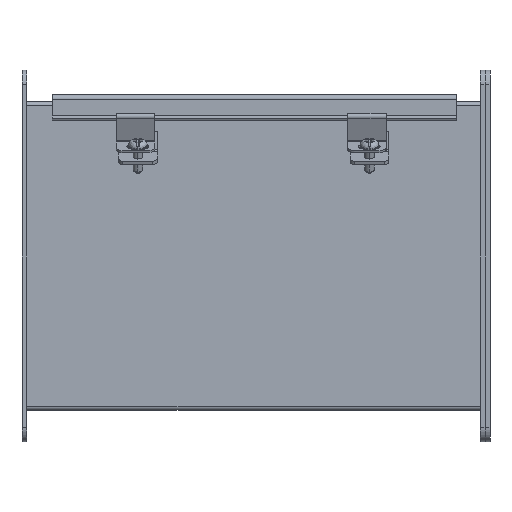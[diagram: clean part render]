
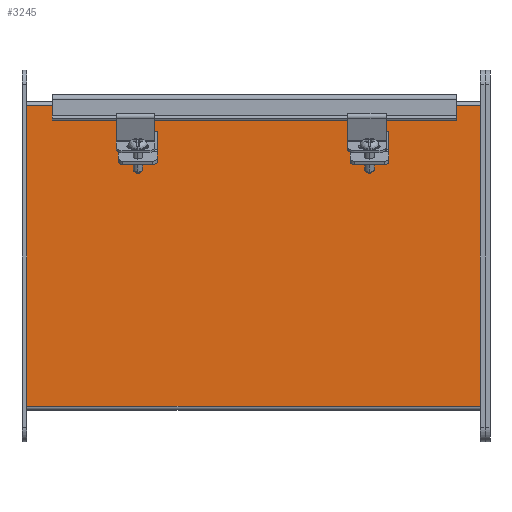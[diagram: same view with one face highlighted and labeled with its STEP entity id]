
A CAD part, front view. The second image highlights one B-rep face of the part: STEP entity #3245.
In plain terms, the highlighted planar face has unit normal (0, -1, 0).
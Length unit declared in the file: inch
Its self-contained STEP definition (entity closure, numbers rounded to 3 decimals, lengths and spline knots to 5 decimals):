
#121 = VECTOR ( 'NONE', #5952, 39.37008 ) ;
#137 = CARTESIAN_POINT ( 'NONE',  ( 5.875, -4., 0.108 ) ) ;
#530 = CARTESIAN_POINT ( 'NONE',  ( -5.875, -4., 7.892 ) ) ;
#539 = EDGE_CURVE ( 'NONE', #10754, #7385, #11685, .T. ) ;
#684 = CARTESIAN_POINT ( 'NONE',  ( -5.875, -4., 8. ) ) ;
#712 = VECTOR ( 'NONE', #5921, 39.37008 ) ;
#1047 = DIRECTION ( 'NONE',  ( 0., 0., -1. ) ) ;
#1214 = LINE ( 'NONE', #10964, #10259 ) ;
#2095 = DIRECTION ( 'NONE',  ( 1., 0., 0. ) ) ;
#3245 = ADVANCED_FACE ( 'NONE', ( #5946 ), #9373, .T. ) ;
#3312 = CARTESIAN_POINT ( 'NONE',  ( -5.875, -4., 8. ) ) ;
#3837 = DIRECTION ( 'NONE',  ( 0., 0., -1. ) ) ;
#3891 = VERTEX_POINT ( 'NONE', #8980 ) ;
#4717 = ORIENTED_EDGE ( 'NONE', *, *, #12510, .T. ) ;
#5143 = DIRECTION ( 'NONE',  ( 0., -1., 0. ) ) ;
#5418 = CARTESIAN_POINT ( 'NONE',  ( 5.875, -4., 7.892 ) ) ;
#5650 = LINE ( 'NONE', #3312, #10000 ) ;
#5921 = DIRECTION ( 'NONE',  ( -1., 0., 0. ) ) ;
#5946 = FACE_OUTER_BOUND ( 'NONE', #7743, .T. ) ;
#5952 = DIRECTION ( 'NONE',  ( 0., 0., 1. ) ) ;
#6523 = ORIENTED_EDGE ( 'NONE', *, *, #9890, .T. ) ;
#7227 = LINE ( 'NONE', #530, #712 ) ;
#7385 = VERTEX_POINT ( 'NONE', #5418 ) ;
#7743 = EDGE_LOOP ( 'NONE', ( #9543, #6523, #11684, #4717 ) ) ;
#8516 = CARTESIAN_POINT ( 'NONE',  ( -5.875, -4., 0.108 ) ) ;
#8980 = CARTESIAN_POINT ( 'NONE',  ( -5.875, -4., 7.892 ) ) ;
#9373 = PLANE ( 'NONE',  #10793 ) ;
#9543 = ORIENTED_EDGE ( 'NONE', *, *, #10353, .T. ) ;
#9890 = EDGE_CURVE ( 'NONE', #11998, #10754, #1214, .T. ) ;
#10000 = VECTOR ( 'NONE', #1047, 39.37008 ) ;
#10259 = VECTOR ( 'NONE', #2095, 39.37008 ) ;
#10353 = EDGE_CURVE ( 'NONE', #3891, #11998, #5650, .T. ) ;
#10754 = VERTEX_POINT ( 'NONE', #137 ) ;
#10793 = AXIS2_PLACEMENT_3D ( 'NONE', #684, #5143, #3837 ) ;
#10964 = CARTESIAN_POINT ( 'NONE',  ( -5.875, -4., 0.108 ) ) ;
#11684 = ORIENTED_EDGE ( 'NONE', *, *, #539, .T. ) ;
#11685 = LINE ( 'NONE', #12840, #121 ) ;
#11998 = VERTEX_POINT ( 'NONE', #8516 ) ;
#12510 = EDGE_CURVE ( 'NONE', #7385, #3891, #7227, .T. ) ;
#12840 = CARTESIAN_POINT ( 'NONE',  ( 5.875, -4., 8. ) ) ;
